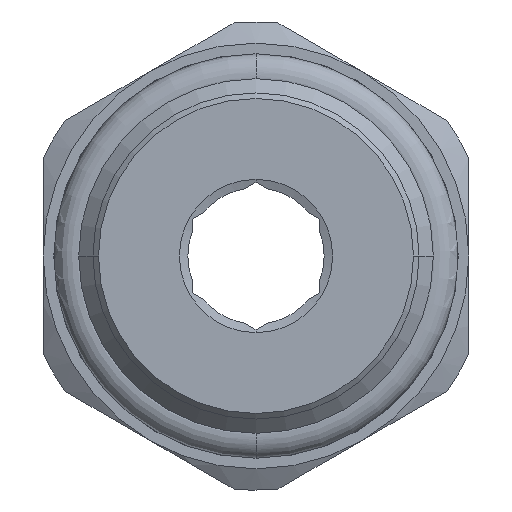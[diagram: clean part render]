
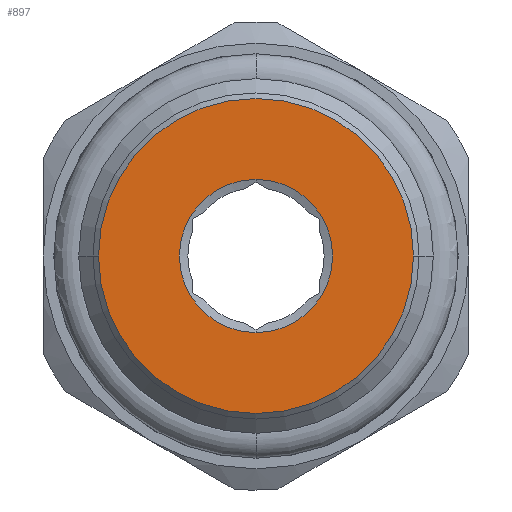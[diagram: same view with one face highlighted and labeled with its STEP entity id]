
A CAD part, front view. The second image highlights one B-rep face of the part: STEP entity #897.
In plain terms, the highlighted planar face has unit normal (0, -1, 0).
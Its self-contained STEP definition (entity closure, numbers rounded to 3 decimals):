
#897=ADVANCED_FACE('',(#2377,#2378),#2379,.T.);
#2377=FACE_OUTER_BOUND('',#5540,.T.);
#2378=FACE_BOUND('',#5541,.T.);
#2379=PLANE('',#5542);
#5540=EDGE_LOOP('',(#11235,#11236));
#5541=EDGE_LOOP('',(#11237,#11238));
#5542=AXIS2_PLACEMENT_3D('',#11239,#11240,#11241);
#11235=ORIENTED_EDGE('',*,*,#13440,.F.);
#11236=ORIENTED_EDGE('',*,*,#13441,.F.);
#11237=ORIENTED_EDGE('',*,*,#13439,.T.);
#11238=ORIENTED_EDGE('',*,*,#13433,.T.);
#11239=CARTESIAN_POINT('',(0.0,-5.5,0.0));
#11240=DIRECTION('',(0.0,-1.0,0.0));
#11241=DIRECTION('',(0.0,0.0,-1.0));
#13433=EDGE_CURVE('',#16554,#16552,#16555,.T.);
#13439=EDGE_CURVE('',#16552,#16554,#16561,.T.);
#13440=EDGE_CURVE('',#16562,#16563,#16564,.T.);
#13441=EDGE_CURVE('',#16563,#16562,#16565,.T.);
#16552=VERTEX_POINT('',#22169);
#16554=VERTEX_POINT('',#22172);
#16555=CIRCLE('',#22173,3.6);
#16561=CIRCLE('',#22196,3.6);
#16562=VERTEX_POINT('',#22197);
#16563=VERTEX_POINT('',#22198);
#16564=CIRCLE('',#22199,7.4);
#16565=CIRCLE('',#22200,7.4);
#22169=CARTESIAN_POINT('',(0.0,-5.5,3.6));
#22172=CARTESIAN_POINT('',(0.0,-5.5,-3.6));
#22173=AXIS2_PLACEMENT_3D('',#24912,#24913,#24914);
#22196=AXIS2_PLACEMENT_3D('',#24916,#24917,#24918);
#22197=CARTESIAN_POINT('',(7.4,-5.5,0.0));
#22198=CARTESIAN_POINT('',(-7.4,-5.5,0.0));
#22199=AXIS2_PLACEMENT_3D('',#24919,#24920,#24921);
#22200=AXIS2_PLACEMENT_3D('',#24922,#24923,#24924);
#24912=CARTESIAN_POINT('',(0.0,-5.5,0.0));
#24913=DIRECTION('',(0.0,1.0,0.0));
#24914=DIRECTION('',(0.0,0.0,-1.0));
#24916=CARTESIAN_POINT('',(0.0,-5.5,0.0));
#24917=DIRECTION('',(0.0,1.0,0.0));
#24918=DIRECTION('',(0.0,0.0,1.0));
#24919=CARTESIAN_POINT('',(0.0,-5.5,0.0));
#24920=DIRECTION('',(-0.0,1.0,0.0));
#24921=DIRECTION('',(1.0,0.0,0.0));
#24922=CARTESIAN_POINT('',(0.0,-5.5,0.0));
#24923=DIRECTION('',(0.0,1.0,0.0));
#24924=DIRECTION('',(-1.0,0.0,0.0));
